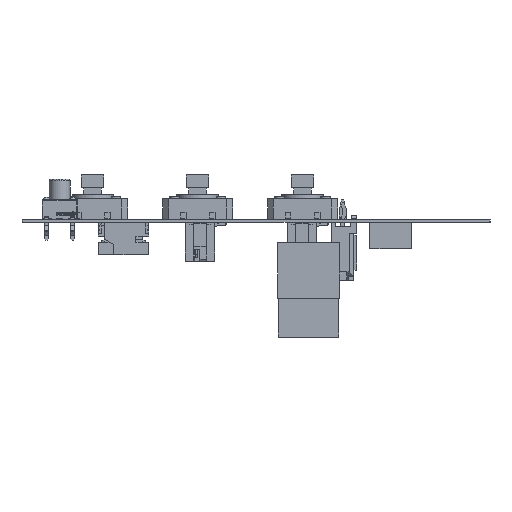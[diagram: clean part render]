
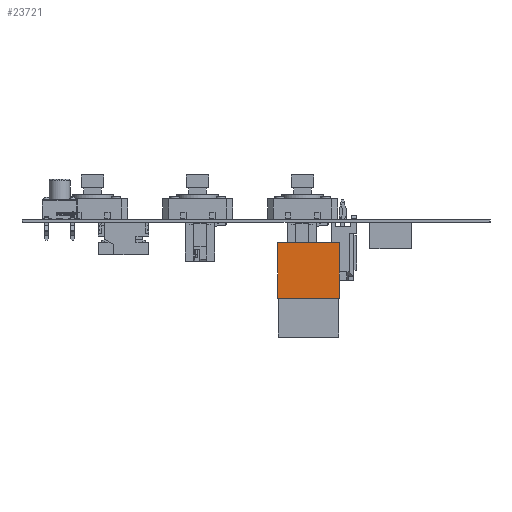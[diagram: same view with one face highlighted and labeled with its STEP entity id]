
A CAD part, front view. The second image highlights one B-rep face of the part: STEP entity #23721.
In plain terms, the highlighted planar face has unit normal (0, -1, 0).
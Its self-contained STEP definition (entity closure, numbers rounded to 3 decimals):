
#23696 = VERTEX_POINT('',#23697);
#23697 = CARTESIAN_POINT('',(-5.25,-2.35,9.55));
#23703 = EDGE_CURVE('',#23704,#23696,#23706,.T.);
#23704 = VERTEX_POINT('',#23705);
#23705 = CARTESIAN_POINT('',(-5.25,-2.35,0.));
#23706 = LINE('',#23707,#23708);
#23707 = CARTESIAN_POINT('',(-5.25,-2.35,0.));
#23708 = VECTOR('',#23709,1.);
#23709 = DIRECTION('',(0.,0.,1.));
#23721 = ADVANCED_FACE('',(#23722),#23747,.F.);
#23722 = FACE_BOUND('',#23723,.F.);
#23723 = EDGE_LOOP('',(#23724,#23725,#23733,#23741));
#23724 = ORIENTED_EDGE('',*,*,#23703,.T.);
#23725 = ORIENTED_EDGE('',*,*,#23726,.T.);
#23726 = EDGE_CURVE('',#23696,#23727,#23729,.T.);
#23727 = VERTEX_POINT('',#23728);
#23728 = CARTESIAN_POINT('',(5.25,-2.35,9.55));
#23729 = LINE('',#23730,#23731);
#23730 = CARTESIAN_POINT('',(-5.25,-2.35,9.55));
#23731 = VECTOR('',#23732,1.);
#23732 = DIRECTION('',(1.,0.,0.));
#23733 = ORIENTED_EDGE('',*,*,#23734,.F.);
#23734 = EDGE_CURVE('',#23735,#23727,#23737,.T.);
#23735 = VERTEX_POINT('',#23736);
#23736 = CARTESIAN_POINT('',(5.25,-2.35,0.));
#23737 = LINE('',#23738,#23739);
#23738 = CARTESIAN_POINT('',(5.25,-2.35,0.));
#23739 = VECTOR('',#23740,1.);
#23740 = DIRECTION('',(0.,0.,1.));
#23741 = ORIENTED_EDGE('',*,*,#23742,.F.);
#23742 = EDGE_CURVE('',#23704,#23735,#23743,.T.);
#23743 = LINE('',#23744,#23745);
#23744 = CARTESIAN_POINT('',(-5.25,-2.35,0.));
#23745 = VECTOR('',#23746,1.);
#23746 = DIRECTION('',(1.,0.,0.));
#23747 = PLANE('',#23748);
#23748 = AXIS2_PLACEMENT_3D('',#23749,#23750,#23751);
#23749 = CARTESIAN_POINT('',(-5.25,-2.35,0.));
#23750 = DIRECTION('',(0.,1.,0.));
#23751 = DIRECTION('',(1.,0.,0.));
